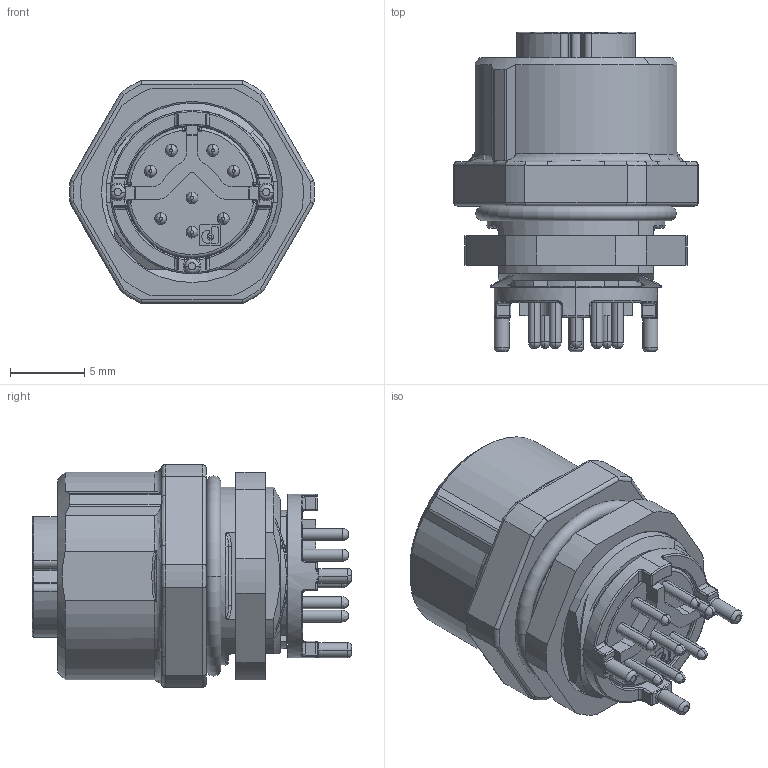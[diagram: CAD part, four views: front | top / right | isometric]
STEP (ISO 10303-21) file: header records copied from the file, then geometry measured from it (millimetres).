
FILE_DESCRIPTION((''),'2;1');
FILE_NAME('1552243_ASM','2015-07-31T',('ascheerer'),(''),'PRO/ENGINEER BY PARAMETRIC TECHNOLOGY CORPORATION, 2014200','PRO/ENGINEER BY PARAMETRIC TECHNOLOGY CORPORATION, 2014200','');
FILE_SCHEMA(('AUTOMOTIVE_DESIGN { 1 0 10303 214 1 1 1 1 }'));
Length unit declared in the file: millimetre
Products named in the file (5): BS-0000000M100_SW0001_1; 415450_50; 1552243_ASM_1_ASM; 1405225; 1552243_ASM
Assembly tree (4 placements, depth 3):
  1552243_ASM
    1552243_ASM_1_ASM
      BS-0000000M100_SW0001_1
      415450_50
    1405225
Bounding box: 16.49 x 21.5 x 15 mm (x, y, z)
Volume: 2092 mm3; surface area: 3110.6 mm2
Topology: 3 solids, 3 shells, 802 faces, 2072 edges, 1241 vertices
Faces by surface type: cylinder 264, plane 219, torus 141, bspline 106, sphere 52, cone 20
Entity records: 35192 total; most frequent: CARTESIAN_POINT 11122, ORIENTED_EDGE 4044, DIRECTION 3953, EDGE_CURVE 2022, AXIS2_PLACEMENT_3D 1625, PRESENTATION_STYLE_ASSIGNMENT 1487, STYLED_ITEM 1454, CURVE_STYLE 1453
